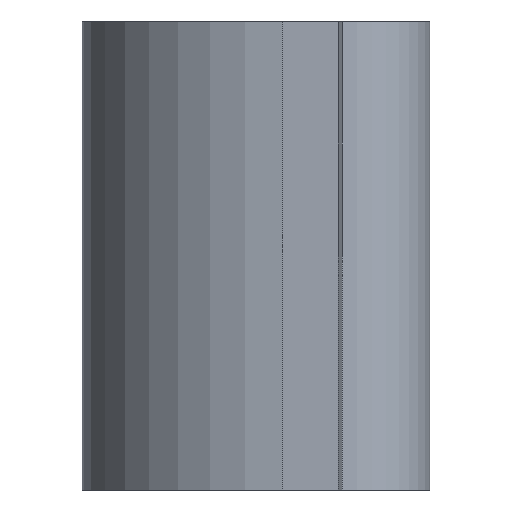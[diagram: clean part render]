
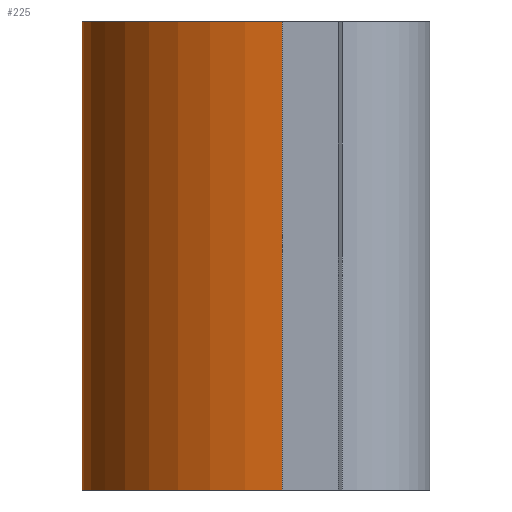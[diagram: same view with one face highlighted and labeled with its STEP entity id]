
A CAD part, left-side view. The second image highlights one B-rep face of the part: STEP entity #225.
In plain terms, the highlighted cylindrical face has radius 3.75 mm (diameter 7.5 mm), a partial arc.
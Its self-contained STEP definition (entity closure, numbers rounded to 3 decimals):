
#14 = CARTESIAN_POINT ( 'NONE',  ( 3.75, 0., 4. ) ) ;
#23 = VECTOR ( 'NONE', #562, 1000. ) ;
#44 = DIRECTION ( 'NONE',  ( 0., 0., 1. ) ) ;
#53 = CARTESIAN_POINT ( 'NONE',  ( 3.75, 0., 4. ) ) ;
#62 = LINE ( 'NONE', #270, #23 ) ;
#66 = CARTESIAN_POINT ( 'NONE',  ( -3.736, 0.327, 4. ) ) ;
#75 = AXIS2_PLACEMENT_3D ( 'NONE', #398, #190, #197 ) ;
#83 = CIRCLE ( 'NONE', #551, 3.75 ) ;
#131 = CIRCLE ( 'NONE', #610, 3.75 ) ;
#165 = VECTOR ( 'NONE', #520, 1000. ) ;
#169 = LINE ( 'NONE', #14, #165 ) ;
#174 = CYLINDRICAL_SURFACE ( 'NONE', #75, 3.75 ) ;
#184 = FACE_OUTER_BOUND ( 'NONE', #278, .T. ) ;
#188 = CARTESIAN_POINT ( 'NONE',  ( 3.75, 0., -4. ) ) ;
#190 = DIRECTION ( 'NONE',  ( 0., 0., -1. ) ) ;
#197 = DIRECTION ( 'NONE',  ( -1., 0., 0. ) ) ;
#225 = ADVANCED_FACE ( 'NONE', ( #184 ), #174, .T. ) ;
#249 = EDGE_CURVE ( 'NONE', #323, #308, #169, .T. ) ;
#270 = CARTESIAN_POINT ( 'NONE',  ( -3.736, 0.327, 4. ) ) ;
#274 = VERTEX_POINT ( 'NONE', #66 ) ;
#278 = EDGE_LOOP ( 'NONE', ( #364, #357, #389, #378 ) ) ;
#308 = VERTEX_POINT ( 'NONE', #188 ) ;
#317 = EDGE_CURVE ( 'NONE', #323, #274, #131, .T. ) ;
#323 = VERTEX_POINT ( 'NONE', #53 ) ;
#357 = ORIENTED_EDGE ( 'NONE', *, *, #508, .F. ) ;
#360 = EDGE_CURVE ( 'NONE', #308, #489, #83, .T. ) ;
#364 = ORIENTED_EDGE ( 'NONE', *, *, #360, .T. ) ;
#368 = CARTESIAN_POINT ( 'NONE',  ( 0., 0., -4. ) ) ;
#378 = ORIENTED_EDGE ( 'NONE', *, *, #249, .T. ) ;
#389 = ORIENTED_EDGE ( 'NONE', *, *, #317, .F. ) ;
#398 = CARTESIAN_POINT ( 'NONE',  ( 0., 0., 4. ) ) ;
#489 = VERTEX_POINT ( 'NONE', #584 ) ;
#508 = EDGE_CURVE ( 'NONE', #274, #489, #62, .T. ) ;
#520 = DIRECTION ( 'NONE',  ( 0., 0., -1. ) ) ;
#524 = DIRECTION ( 'NONE',  ( 1., 0., 0. ) ) ;
#551 = AXIS2_PLACEMENT_3D ( 'NONE', #368, #44, #524 ) ;
#562 = DIRECTION ( 'NONE',  ( 0., 0., -1. ) ) ;
#568 = DIRECTION ( 'NONE',  ( 1., 0., 0. ) ) ;
#573 = DIRECTION ( 'NONE',  ( 0., 0., 1. ) ) ;
#584 = CARTESIAN_POINT ( 'NONE',  ( -3.736, 0.327, -4. ) ) ;
#595 = CARTESIAN_POINT ( 'NONE',  ( 0., 0., 4. ) ) ;
#610 = AXIS2_PLACEMENT_3D ( 'NONE', #595, #573, #568 ) ;
